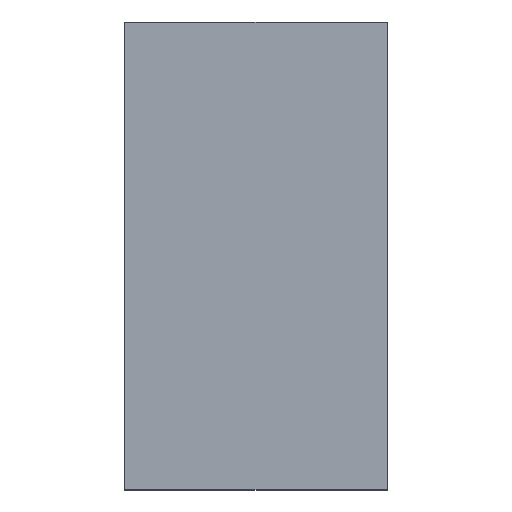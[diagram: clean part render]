
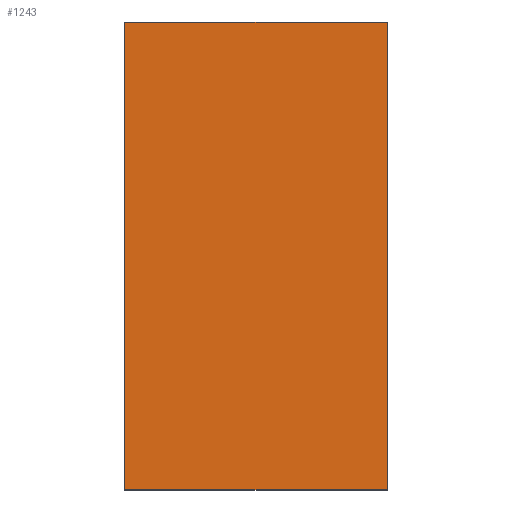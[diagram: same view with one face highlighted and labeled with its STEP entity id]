
A CAD part, top view. The second image highlights one B-rep face of the part: STEP entity #1243.
In plain terms, the highlighted planar face has unit normal (0, 0, 1).
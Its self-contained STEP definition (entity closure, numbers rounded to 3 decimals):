
#33=PLANE('',#1327);
#78=FACE_OUTER_BOUND('',#144,.T.);
#144=EDGE_LOOP('',(#869,#870,#871,#872));
#272=LINE('',#1842,#399);
#275=LINE('',#1847,#402);
#282=LINE('',#1860,#409);
#283=LINE('',#1862,#410);
#399=VECTOR('',#1458,10.);
#402=VECTOR('',#1463,10.);
#409=VECTOR('',#1476,10.);
#410=VECTOR('',#1479,10.);
#528=VERTEX_POINT('',#1839);
#529=VERTEX_POINT('',#1841);
#530=VERTEX_POINT('',#1846);
#533=VERTEX_POINT('',#1858);
#654=EDGE_CURVE('',#529,#528,#272,.T.);
#657=EDGE_CURVE('',#530,#529,#275,.T.);
#664=EDGE_CURVE('',#528,#533,#282,.T.);
#665=EDGE_CURVE('',#533,#530,#283,.T.);
#869=ORIENTED_EDGE('',*,*,#665,.T.);
#870=ORIENTED_EDGE('',*,*,#657,.T.);
#871=ORIENTED_EDGE('',*,*,#654,.T.);
#872=ORIENTED_EDGE('',*,*,#664,.T.);
#1243=ADVANCED_FACE('',(#78),#33,.T.);
#1327=AXIS2_PLACEMENT_3D('',#1863,#1480,#1481);
#1458=DIRECTION('',(0.,1.,0.));
#1463=DIRECTION('',(1.,0.,0.));
#1476=DIRECTION('',(-1.,0.,0.));
#1479=DIRECTION('',(0.,-1.,0.));
#1480=DIRECTION('center_axis',(0.,0.,1.));
#1481=DIRECTION('ref_axis',(1.,0.,0.));
#1839=CARTESIAN_POINT('',(46.5,83.,6.35));
#1841=CARTESIAN_POINT('',(46.5,0.,6.35));
#1842=CARTESIAN_POINT('',(46.5,0.,6.35));
#1846=CARTESIAN_POINT('',(0.,0.,6.35));
#1847=CARTESIAN_POINT('',(0.,0.,6.35));
#1858=CARTESIAN_POINT('',(0.,83.,6.35));
#1860=CARTESIAN_POINT('',(46.5,83.,6.35));
#1862=CARTESIAN_POINT('',(0.,83.,6.35));
#1863=CARTESIAN_POINT('Origin',(23.25,41.5,6.35));
